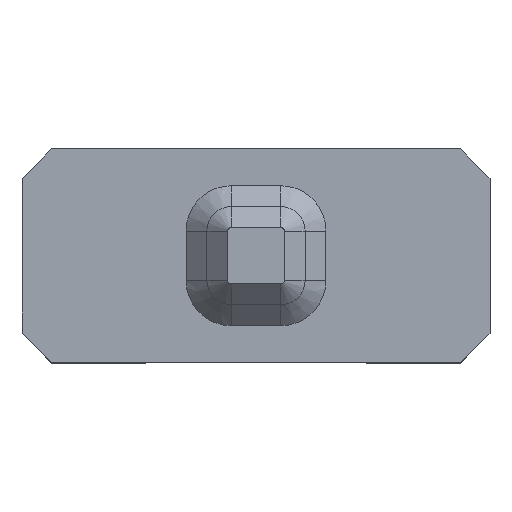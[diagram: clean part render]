
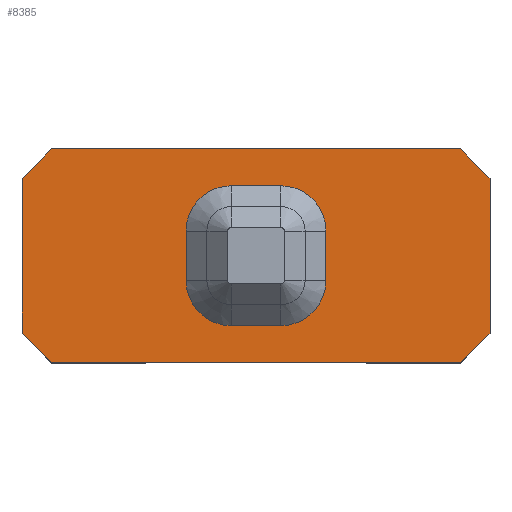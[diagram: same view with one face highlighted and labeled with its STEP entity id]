
A CAD part, top view. The second image highlights one B-rep face of the part: STEP entity #8385.
In plain terms, the highlighted planar face has unit normal (0, 0, 1).
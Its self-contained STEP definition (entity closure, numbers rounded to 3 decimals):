
#1132=FACE_BOUND('',#1734,.T.);
#1166=PLANE('',#8884);
#1258=FACE_OUTER_BOUND('',#1733,.T.);
#1733=EDGE_LOOP('',(#5701,#5702,#5703,#5704,#5705,#5706,#5707,#5708));
#1734=EDGE_LOOP('',(#5709,#5710,#5711,#5712,#5713,#5714,#5715,#5716));
#2217=CIRCLE('',#8864,0.925);
#2219=CIRCLE('',#8868,0.925);
#2221=CIRCLE('',#8872,0.925);
#2223=CIRCLE('',#8876,0.925);
#2252=LINE('',#9865,#2827);
#2256=LINE('',#9877,#2831);
#2260=LINE('',#9889,#2835);
#2264=LINE('',#9900,#2839);
#2273=LINE('',#9923,#2848);
#2274=LINE('',#9925,#2849);
#2275=LINE('',#9927,#2850);
#2276=LINE('',#9929,#2851);
#2277=LINE('',#9931,#2852);
#2278=LINE('',#9933,#2853);
#2279=LINE('',#9935,#2854);
#2280=LINE('',#9936,#2855);
#2827=VECTOR('',#9012,10.);
#2831=VECTOR('',#9024,10.);
#2835=VECTOR('',#9036,10.);
#2839=VECTOR('',#9048,10.);
#2848=VECTOR('',#9071,10.);
#2849=VECTOR('',#9072,10.);
#2850=VECTOR('',#9073,10.);
#2851=VECTOR('',#9074,10.);
#2852=VECTOR('',#9075,10.);
#2853=VECTOR('',#9076,10.);
#2854=VECTOR('',#9077,10.);
#2855=VECTOR('',#9078,10.);
#3400=VERTEX_POINT('',#9855);
#3403=VERTEX_POINT('',#9860);
#3404=VERTEX_POINT('',#9864);
#3406=VERTEX_POINT('',#9870);
#3408=VERTEX_POINT('',#9876);
#3410=VERTEX_POINT('',#9882);
#3412=VERTEX_POINT('',#9888);
#3414=VERTEX_POINT('',#9894);
#3421=VERTEX_POINT('',#9921);
#3422=VERTEX_POINT('',#9922);
#3423=VERTEX_POINT('',#9924);
#3424=VERTEX_POINT('',#9926);
#3425=VERTEX_POINT('',#9928);
#3426=VERTEX_POINT('',#9930);
#3427=VERTEX_POINT('',#9932);
#3428=VERTEX_POINT('',#9934);
#4301=EDGE_CURVE('',#3403,#3400,#2217,.T.);
#4302=EDGE_CURVE('',#3400,#3404,#2252,.T.);
#4307=EDGE_CURVE('',#3404,#3406,#2219,.T.);
#4308=EDGE_CURVE('',#3406,#3408,#2256,.T.);
#4313=EDGE_CURVE('',#3408,#3410,#2221,.T.);
#4314=EDGE_CURVE('',#3410,#3412,#2260,.T.);
#4319=EDGE_CURVE('',#3412,#3414,#2223,.T.);
#4320=EDGE_CURVE('',#3414,#3403,#2264,.T.);
#4331=EDGE_CURVE('',#3421,#3422,#2273,.T.);
#4332=EDGE_CURVE('',#3422,#3423,#2274,.T.);
#4333=EDGE_CURVE('',#3423,#3424,#2275,.T.);
#4334=EDGE_CURVE('',#3424,#3425,#2276,.T.);
#4335=EDGE_CURVE('',#3425,#3426,#2277,.T.);
#4336=EDGE_CURVE('',#3426,#3427,#2278,.T.);
#4337=EDGE_CURVE('',#3427,#3428,#2279,.T.);
#4338=EDGE_CURVE('',#3428,#3421,#2280,.T.);
#5701=ORIENTED_EDGE('',*,*,#4331,.T.);
#5702=ORIENTED_EDGE('',*,*,#4332,.T.);
#5703=ORIENTED_EDGE('',*,*,#4333,.T.);
#5704=ORIENTED_EDGE('',*,*,#4334,.T.);
#5705=ORIENTED_EDGE('',*,*,#4335,.T.);
#5706=ORIENTED_EDGE('',*,*,#4336,.T.);
#5707=ORIENTED_EDGE('',*,*,#4337,.T.);
#5708=ORIENTED_EDGE('',*,*,#4338,.T.);
#5709=ORIENTED_EDGE('',*,*,#4301,.F.);
#5710=ORIENTED_EDGE('',*,*,#4320,.F.);
#5711=ORIENTED_EDGE('',*,*,#4319,.F.);
#5712=ORIENTED_EDGE('',*,*,#4314,.F.);
#5713=ORIENTED_EDGE('',*,*,#4313,.F.);
#5714=ORIENTED_EDGE('',*,*,#4308,.F.);
#5715=ORIENTED_EDGE('',*,*,#4307,.F.);
#5716=ORIENTED_EDGE('',*,*,#4302,.F.);
#8385=ADVANCED_FACE('',(#1258,#1132),#1166,.T.);
#8864=AXIS2_PLACEMENT_3D('',#9862,#9008,#9009);
#8868=AXIS2_PLACEMENT_3D('',#9874,#9020,#9021);
#8872=AXIS2_PLACEMENT_3D('',#9886,#9032,#9033);
#8876=AXIS2_PLACEMENT_3D('',#9898,#9044,#9045);
#8884=AXIS2_PLACEMENT_3D('',#9920,#9069,#9070);
#9008=DIRECTION('center_axis',(0.,0.,1.));
#9009=DIRECTION('ref_axis',(-0.707,-0.707,0.));
#9012=DIRECTION('',(1.,0.,0.));
#9020=DIRECTION('center_axis',(0.,0.,1.));
#9021=DIRECTION('ref_axis',(0.707,-0.707,0.));
#9024=DIRECTION('',(0.,1.,0.));
#9032=DIRECTION('center_axis',(0.,0.,1.));
#9033=DIRECTION('ref_axis',(0.707,0.707,0.));
#9036=DIRECTION('',(-1.,0.,0.));
#9044=DIRECTION('center_axis',(0.,0.,1.));
#9045=DIRECTION('ref_axis',(-0.707,0.707,0.));
#9048=DIRECTION('',(0.,-1.,0.));
#9069=DIRECTION('center_axis',(0.,0.,1.));
#9070=DIRECTION('ref_axis',(1.,0.,0.));
#9071=DIRECTION('',(-0.707,-0.707,0.));
#9072=DIRECTION('',(0.,-1.,0.));
#9073=DIRECTION('',(0.707,-0.707,0.));
#9074=DIRECTION('',(1.,0.,0.));
#9075=DIRECTION('',(0.707,0.707,0.));
#9076=DIRECTION('',(0.,1.,0.));
#9077=DIRECTION('',(-0.707,0.707,0.));
#9078=DIRECTION('',(-1.,0.,0.));
#9855=CARTESIAN_POINT('',(-1.6,1.575,11.7));
#9860=CARTESIAN_POINT('',(-2.525,2.5,11.7));
#9862=CARTESIAN_POINT('Origin',(-1.6,2.5,11.7));
#9864=CARTESIAN_POINT('',(-0.6,1.575,11.7));
#9865=CARTESIAN_POINT('',(-1.6,1.575,11.7));
#9870=CARTESIAN_POINT('',(0.325,2.5,11.7));
#9874=CARTESIAN_POINT('Origin',(-0.6,2.5,11.7));
#9876=CARTESIAN_POINT('',(0.325,3.5,11.7));
#9877=CARTESIAN_POINT('',(0.325,2.5,11.7));
#9882=CARTESIAN_POINT('',(-0.6,4.425,11.7));
#9886=CARTESIAN_POINT('Origin',(-0.6,3.5,11.7));
#9888=CARTESIAN_POINT('',(-1.6,4.425,11.7));
#9889=CARTESIAN_POINT('',(-0.6,4.425,11.7));
#9894=CARTESIAN_POINT('',(-2.525,3.5,11.7));
#9898=CARTESIAN_POINT('Origin',(-1.6,3.5,11.7));
#9900=CARTESIAN_POINT('',(-2.525,3.5,11.7));
#9920=CARTESIAN_POINT('Origin',(-1.1,3.,11.7));
#9921=CARTESIAN_POINT('',(-5.264,5.175,11.7));
#9922=CARTESIAN_POINT('',(-5.864,4.575,11.7));
#9923=CARTESIAN_POINT('',(-4.917,5.522,11.7));
#9924=CARTESIAN_POINT('',(-5.864,1.425,11.7));
#9925=CARTESIAN_POINT('',(-5.864,4.238,11.7));
#9926=CARTESIAN_POINT('',(-5.264,0.825,11.7));
#9927=CARTESIAN_POINT('',(-4.917,0.478,11.7));
#9928=CARTESIAN_POINT('',(3.064,0.825,11.7));
#9929=CARTESIAN_POINT('',(-3.482,0.825,11.7));
#9930=CARTESIAN_POINT('',(3.664,1.425,11.7));
#9931=CARTESIAN_POINT('',(2.717,0.478,11.7));
#9932=CARTESIAN_POINT('',(3.664,4.575,11.7));
#9933=CARTESIAN_POINT('',(3.664,1.763,11.7));
#9934=CARTESIAN_POINT('',(3.064,5.175,11.7));
#9935=CARTESIAN_POINT('',(2.717,5.522,11.7));
#9936=CARTESIAN_POINT('',(1.282,5.175,11.7));
